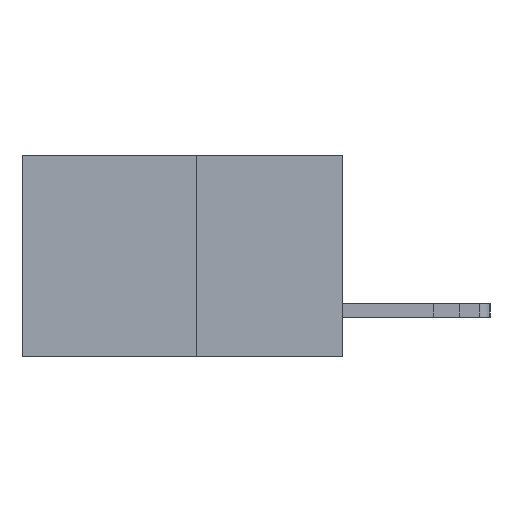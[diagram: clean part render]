
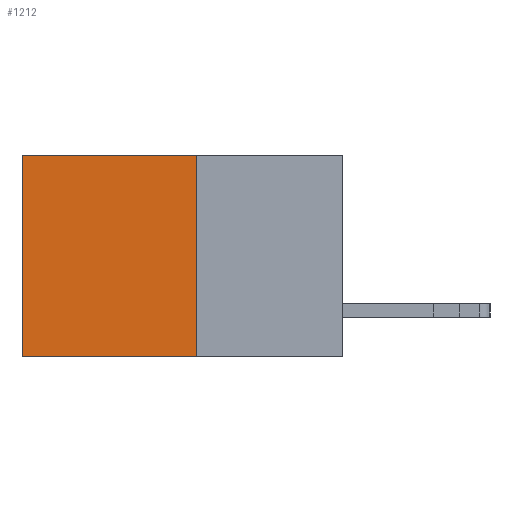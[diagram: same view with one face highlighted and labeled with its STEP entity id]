
A CAD part, left-side view. The second image highlights one B-rep face of the part: STEP entity #1212.
In plain terms, the highlighted planar face has unit normal (-1, 0, 0).
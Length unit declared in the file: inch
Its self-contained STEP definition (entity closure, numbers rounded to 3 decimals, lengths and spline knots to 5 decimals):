
#54 = LINE ( 'NONE', #3522, #5742 ) ;
#1212 = ADVANCED_FACE ( 'NONE', ( #24222 ), #21215, .F. ) ;
#1883 = CARTESIAN_POINT ( 'NONE',  ( 0.277, 0.59, 0. ) ) ;
#3470 = VECTOR ( 'NONE', #8751, 39.37008 ) ;
#3522 = CARTESIAN_POINT ( 'NONE',  ( 0.277, 0.59, -0.37 ) ) ;
#3837 = DIRECTION ( 'NONE',  ( 0., 0., -1. ) ) ;
#4144 = VERTEX_POINT ( 'NONE', #1883 ) ;
#5554 = DIRECTION ( 'NONE',  ( 0., 1., 0. ) ) ;
#5601 = EDGE_CURVE ( 'NONE', #10876, #23701, #9610, .T. ) ;
#5742 = VECTOR ( 'NONE', #23931, 39.37008 ) ;
#6548 = ORIENTED_EDGE ( 'NONE', *, *, #22548, .T. ) ;
#7710 = ORIENTED_EDGE ( 'NONE', *, *, #8026, .F. ) ;
#8026 = EDGE_CURVE ( 'NONE', #20878, #10876, #24372, .T. ) ;
#8751 = DIRECTION ( 'NONE',  ( 0., 1., 0. ) ) ;
#9312 = CARTESIAN_POINT ( 'NONE',  ( 0.277, 0.27, 0. ) ) ;
#9610 = LINE ( 'NONE', #16897, #3470 ) ;
#10876 = VERTEX_POINT ( 'NONE', #17466 ) ;
#11699 = LINE ( 'NONE', #17826, #22502 ) ;
#13538 = VECTOR ( 'NONE', #3837, 39.37008 ) ;
#14732 = EDGE_LOOP ( 'NONE', ( #17707, #15759, #7710, #6548 ) ) ;
#15175 = CARTESIAN_POINT ( 'NONE',  ( 0.277, 0.59, -0.37 ) ) ;
#15759 = ORIENTED_EDGE ( 'NONE', *, *, #5601, .F. ) ;
#16897 = CARTESIAN_POINT ( 'NONE',  ( 0.277, 0.27, -0.37 ) ) ;
#17466 = CARTESIAN_POINT ( 'NONE',  ( 0.277, 0.27, -0.37 ) ) ;
#17492 = DIRECTION ( 'NONE',  ( 0., 0., -1. ) ) ;
#17707 = ORIENTED_EDGE ( 'NONE', *, *, #20981, .T. ) ;
#17826 = CARTESIAN_POINT ( 'NONE',  ( 0.277, 0.27, 0. ) ) ;
#20878 = VERTEX_POINT ( 'NONE', #9312 ) ;
#20981 = EDGE_CURVE ( 'NONE', #4144, #23701, #54, .T. ) ;
#21145 = DIRECTION ( 'NONE',  ( 1., 0., 0. ) ) ;
#21215 = PLANE ( 'NONE',  #25988 ) ;
#21880 = CARTESIAN_POINT ( 'NONE',  ( 0.277, 0.27, -0.37 ) ) ;
#22502 = VECTOR ( 'NONE', #5554, 39.37008 ) ;
#22548 = EDGE_CURVE ( 'NONE', #20878, #4144, #11699, .T. ) ;
#23701 = VERTEX_POINT ( 'NONE', #15175 ) ;
#23931 = DIRECTION ( 'NONE',  ( 0., 0., -1. ) ) ;
#24222 = FACE_OUTER_BOUND ( 'NONE', #14732, .T. ) ;
#24326 = CARTESIAN_POINT ( 'NONE',  ( 0.277, 0.27, -0.37 ) ) ;
#24372 = LINE ( 'NONE', #24326, #13538 ) ;
#25988 = AXIS2_PLACEMENT_3D ( 'NONE', #21880, #21145, #17492 ) ;
